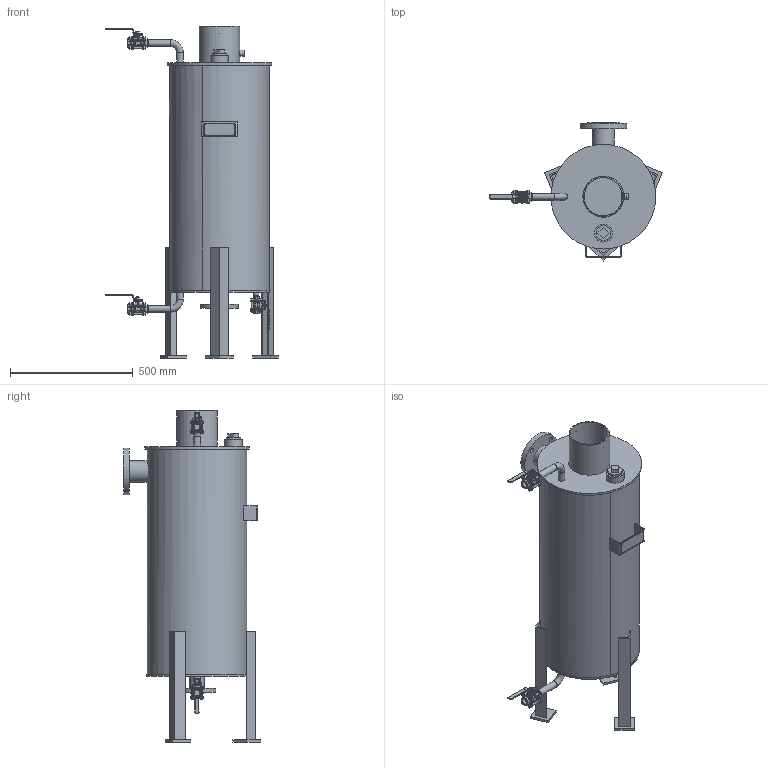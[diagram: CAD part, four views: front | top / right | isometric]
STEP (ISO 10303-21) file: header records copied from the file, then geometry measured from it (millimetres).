
FILE_DESCRIPTION(/* description */ (''),/* implementation_level */ '2;1');
FILE_NAME(/* name */ 'sr300-080-a0150-00.stp',/* time_stamp */ '2021-04-02T15:38:22+09:00',/* author */ ('nakaot'),/* organization */ (''),/* preprocessor_version */ 'ST-DEVELOPER v18',/* originating_system */ 'Autodesk Inventor 2020',/* authorisation */ '');
FILE_SCHEMA (('AUTOMOTIVE_DESIGN { 1 0 10303 214 3 1 1 }'));
Products named in the file (1): sr300-080-a0150-00
Bounding box: 702.42 x 559.6 x 1350 mm (x, y, z)
Volume: 123460364 mm3; surface area: 2366489.6 mm2
Topology: 14 solids, 17 shells, 2478 faces, 5956 edges, 3468 vertices
Faces by surface type: plane 820, cylinder 721, bspline 423, torus 252, cone 192, sphere 70
Full cylindrical faces by diameter (mm): 2.459 x6, 3.5 x4, 4 x3, 4.134 x12, 8 x43, 8.566 x5, 9.5 x3, 10 x3, 13.3 x8, 14 x7, 14.25 x1, 16.1 x1, 17.8 x1, 18 x2, 18.631 x2, 19 x11, 21 x1, 21.4 x1, 21.6 x2, 21.7 x1, 22.5 x1, 24 x3, 24.117 x4, 24.8 x2, 26 x2, 27.2 x4, 28 x2, 34 x4, 36 x2, 44 x4
Entity records: 85328 total; most frequent: CARTESIAN_POINT 30710, ORIENTED_EDGE 11594, DIRECTION 11029, EDGE_CURVE 5797, AXIS2_PLACEMENT_3D 4498, VERTEX_POINT 3470, EDGE_LOOP 2707, FACE_OUTER_BOUND 2478
